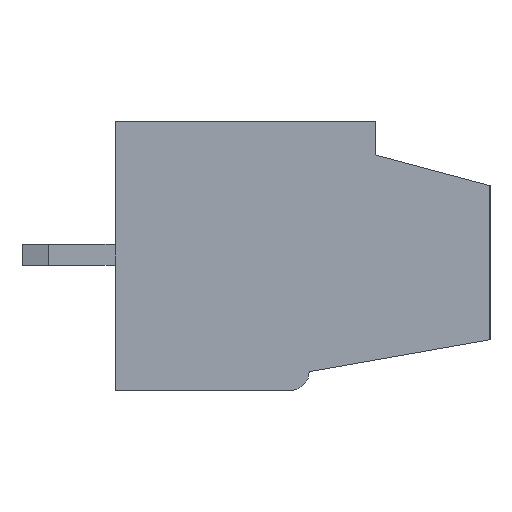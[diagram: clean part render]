
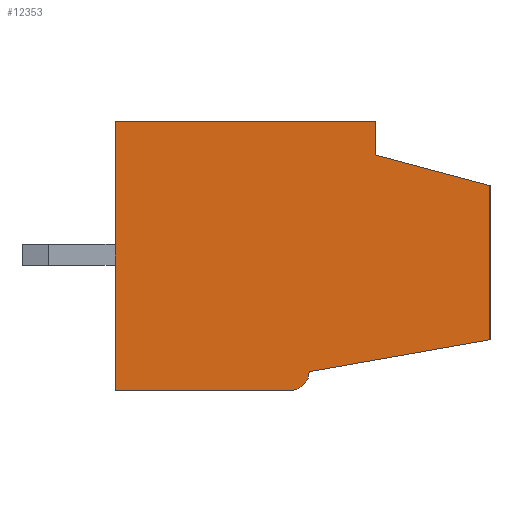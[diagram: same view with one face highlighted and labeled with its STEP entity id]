
A CAD part, left-side view. The second image highlights one B-rep face of the part: STEP entity #12353.
In plain terms, the highlighted planar face has unit normal (-1, 0, 0).
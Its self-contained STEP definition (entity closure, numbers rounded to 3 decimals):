
#41=DIRECTION('',(0.,-1.,0.));
#42=VECTOR('',#41,6.6);
#43=CARTESIAN_POINT('',(-18.211,14.,-5.));
#44=LINE('',#43,#42);
#189=DIRECTION('',(0.,0.,-1.));
#190=VECTOR('',#189,10.1);
#191=CARTESIAN_POINT('',(-18.211,14.,5.1));
#192=LINE('',#191,#190);
#633=DIRECTION('',(0.,1.,0.));
#634=VECTOR('',#633,9.8);
#635=CARTESIAN_POINT('',(-18.211,4.2,5.1));
#636=LINE('',#635,#634);
#839=DIRECTION('',(0.,0.,1.));
#840=VECTOR('',#839,5.799);
#841=CARTESIAN_POINT('',(-18.211,-0.1,-3.101));
#842=LINE('',#841,#840);
#4139=DIRECTION('',(0.,0.985,-0.174));
#4140=VECTOR('',#4139,6.905);
#4141=CARTESIAN_POINT('',(-18.211,-0.1,-3.101));
#4142=LINE('',#4141,#4140);
#4143=CARTESIAN_POINT('',(-18.211,7.4,-4.3));
#4144=DIRECTION('',(1.,0.,0.));
#4145=DIRECTION('',(0.,-1.,0.));
#4146=AXIS2_PLACEMENT_3D('',#4143,#4144,#4145);
#4148=DIRECTION('',(0.,0.,-1.));
#4149=VECTOR('',#4148,1.25);
#4150=CARTESIAN_POINT('',(-18.211,4.2,5.1));
#4151=LINE('',#4150,#4149);
#4152=DIRECTION('',(0.,-0.966,-0.259));
#4153=VECTOR('',#4152,4.452);
#4154=CARTESIAN_POINT('',(-18.211,4.2,3.85));
#4155=LINE('',#4154,#4153);
#7046=CARTESIAN_POINT('',(-18.211,14.,-5.));
#7047=CARTESIAN_POINT('',(-18.211,7.4,-5.));
#7048=VERTEX_POINT('',#7046);
#7049=VERTEX_POINT('',#7047);
#7050=CARTESIAN_POINT('',(-18.211,6.7,-4.3));
#7051=VERTEX_POINT('',#7050);
#7052=CARTESIAN_POINT('',(-18.211,14.,5.1));
#7053=VERTEX_POINT('',#7052);
#7054=CARTESIAN_POINT('',(-18.211,4.2,5.1));
#7055=CARTESIAN_POINT('',(-18.211,4.2,3.85));
#7056=VERTEX_POINT('',#7054);
#7057=VERTEX_POINT('',#7055);
#7058=CARTESIAN_POINT('',(-18.211,-0.1,-3.101));
#7059=VERTEX_POINT('',#7058);
#7060=CARTESIAN_POINT('',(-18.211,-0.1,2.698));
#7061=VERTEX_POINT('',#7060);
#12338=CARTESIAN_POINT('',(-18.211,0.,0.));
#12339=DIRECTION('',(-1.,0.,0.));
#12340=DIRECTION('',(0.,-1.,0.));
#12341=AXIS2_PLACEMENT_3D('',#12338,#12339,#12340);
#12342=PLANE('',#12341);
#12343=ORIENTED_EDGE('',*,*,#8170,.F.);
#12344=ORIENTED_EDGE('',*,*,#12227,.T.);
#12345=ORIENTED_EDGE('',*,*,#12244,.T.);
#12346=ORIENTED_EDGE('',*,*,#7128,.F.);
#12347=ORIENTED_EDGE('',*,*,#7197,.F.);
#12348=ORIENTED_EDGE('',*,*,#8028,.F.);
#12349=ORIENTED_EDGE('',*,*,#8091,.T.);
#12350=ORIENTED_EDGE('',*,*,#8155,.T.);
#12351=EDGE_LOOP('',(#12343,#12344,#12345,#12346,#12347,#12348,#12349,#12350));
#12352=FACE_OUTER_BOUND('',#12351,.F.);
#4147=CIRCLE('',#4146,0.7);
#7128=EDGE_CURVE('',#7048,#7049,#44,.T.);
#7197=EDGE_CURVE('',#7053,#7048,#192,.T.);
#8028=EDGE_CURVE('',#7056,#7053,#636,.T.);
#8091=EDGE_CURVE('',#7056,#7057,#4151,.T.);
#8155=EDGE_CURVE('',#7057,#7061,#4155,.T.);
#8170=EDGE_CURVE('',#7059,#7061,#842,.T.);
#12227=EDGE_CURVE('',#7059,#7051,#4142,.T.);
#12244=EDGE_CURVE('',#7051,#7049,#4147,.T.);
#12353=ADVANCED_FACE('',(#12352),#12342,.T.);
